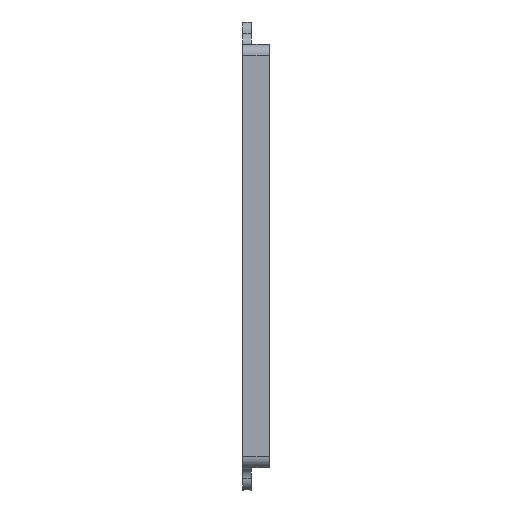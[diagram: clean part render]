
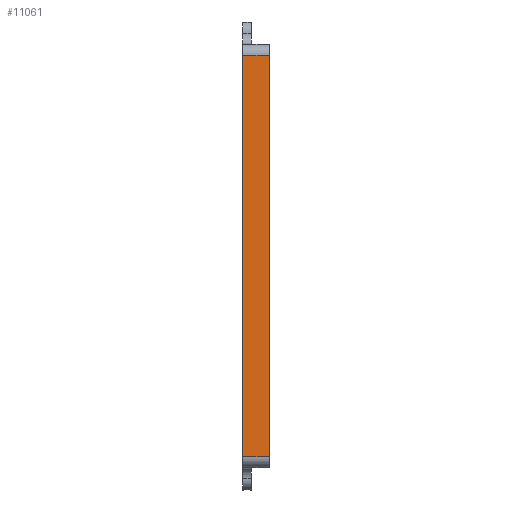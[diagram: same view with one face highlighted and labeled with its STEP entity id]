
A CAD part, left-side view. The second image highlights one B-rep face of the part: STEP entity #11061.
In plain terms, the highlighted planar face has unit normal (-1, 0, 0).
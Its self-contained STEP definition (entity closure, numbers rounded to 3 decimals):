
#113 = EDGE_CURVE ( 'NONE', #8840, #13736, #19407, .T. ) ;
#494 = CARTESIAN_POINT ( 'NONE',  ( -9.8, 0., 64.789 ) ) ;
#857 = DIRECTION ( 'NONE',  ( 0., 0., -1. ) ) ;
#1352 = EDGE_LOOP ( 'NONE', ( #5307, #23656, #17122, #19096 ) ) ;
#2489 = VERTEX_POINT ( 'NONE', #8649 ) ;
#3196 = DIRECTION ( 'NONE',  ( 0., -1., 0. ) ) ;
#5118 = CARTESIAN_POINT ( 'NONE',  ( -9.8, 0., 64.789 ) ) ;
#5173 = VECTOR ( 'NONE', #22536, 1000. ) ;
#5307 = ORIENTED_EDGE ( 'NONE', *, *, #113, .T. ) ;
#5971 = EDGE_CURVE ( 'NONE', #11741, #13736, #24328, .T. ) ;
#7309 = VECTOR ( 'NONE', #22351, 1000. ) ;
#8649 = CARTESIAN_POINT ( 'NONE',  ( -9.8, 4.763, -7.811 ) ) ;
#8840 = VERTEX_POINT ( 'NONE', #21758 ) ;
#9406 = DIRECTION ( 'NONE',  ( 1., 0., 0. ) ) ;
#11061 = ADVANCED_FACE ( 'NONE', ( #24185 ), #17827, .F. ) ;
#11538 = AXIS2_PLACEMENT_3D ( 'NONE', #22391, #9406, #857 ) ;
#11741 = VERTEX_POINT ( 'NONE', #22447 ) ;
#12712 = VECTOR ( 'NONE', #3196, 1000. ) ;
#13195 = DIRECTION ( 'NONE',  ( 0., 0., 1. ) ) ;
#13696 = CARTESIAN_POINT ( 'NONE',  ( -9.8, 4.763, 64.789 ) ) ;
#13736 = VERTEX_POINT ( 'NONE', #5118 ) ;
#15057 = EDGE_CURVE ( 'NONE', #2489, #8840, #15613, .T. ) ;
#15613 = LINE ( 'NONE', #15751, #12712 ) ;
#15751 = CARTESIAN_POINT ( 'NONE',  ( -9.8, 4.763, -7.811 ) ) ;
#17122 = ORIENTED_EDGE ( 'NONE', *, *, #19179, .F. ) ;
#17827 = PLANE ( 'NONE',  #11538 ) ;
#18634 = LINE ( 'NONE', #22503, #7309 ) ;
#19096 = ORIENTED_EDGE ( 'NONE', *, *, #15057, .T. ) ;
#19179 = EDGE_CURVE ( 'NONE', #2489, #11741, #18634, .T. ) ;
#19407 = LINE ( 'NONE', #494, #25038 ) ;
#21758 = CARTESIAN_POINT ( 'NONE',  ( -9.8, 0., -7.811 ) ) ;
#22351 = DIRECTION ( 'NONE',  ( 0., 0., 1. ) ) ;
#22391 = CARTESIAN_POINT ( 'NONE',  ( -9.8, 4.763, 64.789 ) ) ;
#22447 = CARTESIAN_POINT ( 'NONE',  ( -9.8, 4.763, 64.789 ) ) ;
#22503 = CARTESIAN_POINT ( 'NONE',  ( -9.8, 4.763, 64.789 ) ) ;
#22536 = DIRECTION ( 'NONE',  ( 0., -1., 0. ) ) ;
#23656 = ORIENTED_EDGE ( 'NONE', *, *, #5971, .F. ) ;
#24185 = FACE_OUTER_BOUND ( 'NONE', #1352, .T. ) ;
#24328 = LINE ( 'NONE', #13696, #5173 ) ;
#25038 = VECTOR ( 'NONE', #13195, 1000. ) ;
